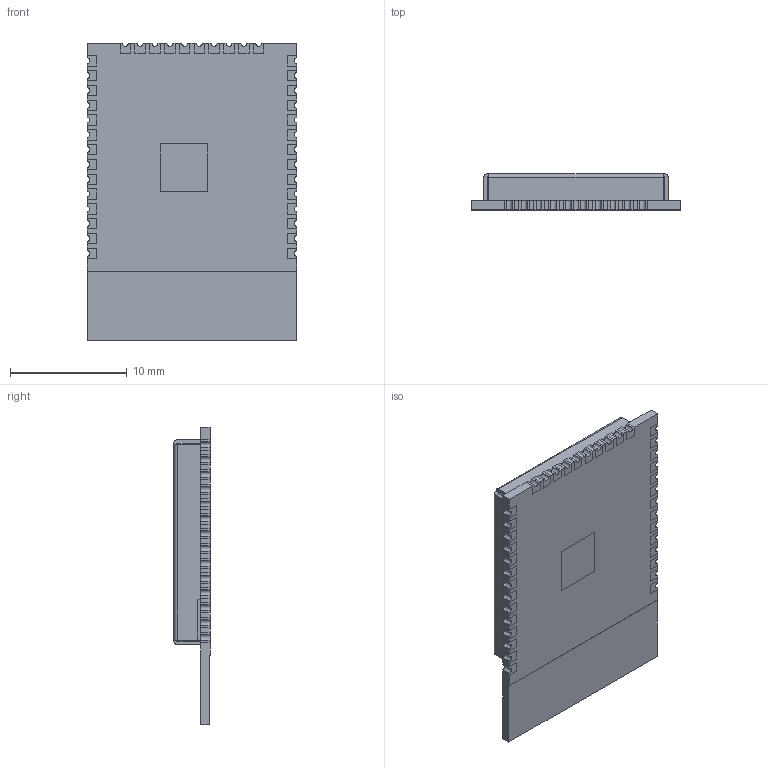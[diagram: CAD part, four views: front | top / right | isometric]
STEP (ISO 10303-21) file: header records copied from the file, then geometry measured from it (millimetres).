
FILE_DESCRIPTION (( 'STEP AP214' ), '1' );
FILE_NAME ('ESP32-WROOM-32E (8MB).STEP', '2021-10-29T09:15:40', ( '' ), ( '' ), 'SwSTEP 2.0', 'SolidWorks 2018', '' );
FILE_SCHEMA (( 'AUTOMOTIVE_DESIGN' ));
Length unit declared in the file: millimetre
Products named in the file (2): ESP32-WROOM-32E (8MB)
Bounding box: 18 x 3.1 x 25.5 mm (x, y, z)
Volume: 459.6 mm3; surface area: 1960 mm2
Topology: 40 solids, 40 shells, 683 faces, 1812 edges, 1208 vertices
Faces by surface type: plane 639, cylinder 44
Entity records: 26459 total; most frequent: CARTESIAN_POINT 3705, ORIENTED_EDGE 3624, DIRECTION 3270, EDGE_CURVE 1812, VECTOR 1724, LINE 1724, VERTEX_POINT 1208, AXIS2_PLACEMENT_3D 773
